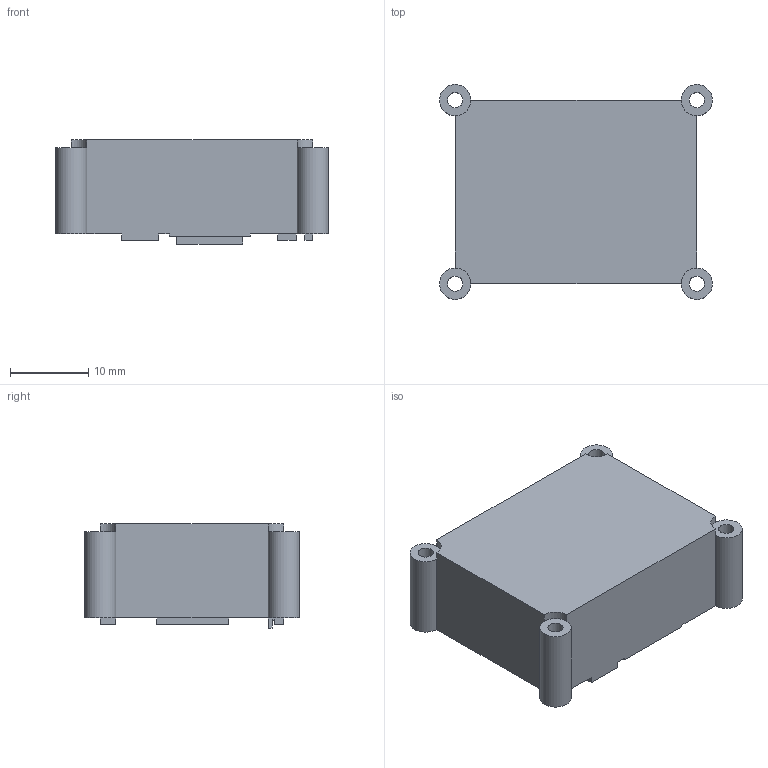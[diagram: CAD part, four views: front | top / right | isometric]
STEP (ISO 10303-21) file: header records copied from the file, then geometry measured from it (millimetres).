
FILE_DESCRIPTION(/* description */ ('KiCad electronic assembly'),/* implementation_level */ '2;1');
FILE_NAME(/* name */ 'boardv6 v5.step',/* time_stamp */ '2025-11-12T14:22:25+01:00',/* author */ (''),/* organization */ (''),/* preprocessor_version */ 'ST-DEVELOPER v20.1',/* originating_system */ 'Autodesk Translation Framework v14.17.0.0',/* authorisation */ '');
FILE_SCHEMA (('AUTOMOTIVE_DESIGN { 1 0 10303 214 3 1 1 }'));
Length unit declared in the file: millimetre
Products named in the file (1): boardv6 1
Bounding box: 34.8 x 27.4 x 13.3 mm (x, y, z)
Volume: 3177.1 mm3; surface area: 4428.8 mm2
Topology: 1 solids, 1 shells, 60 faces, 164 edges, 106 vertices
Faces by surface type: plane 48, cylinder 12
Full cylindrical faces by diameter (mm): 1.95 x4
Entity records: 1910 total; most frequent: CARTESIAN_POINT 331, ORIENTED_EDGE 328, DIRECTION 310, EDGE_CURVE 164, LINE 140, VECTOR 140, VERTEX_POINT 106, AXIS2_PLACEMENT_3D 85
